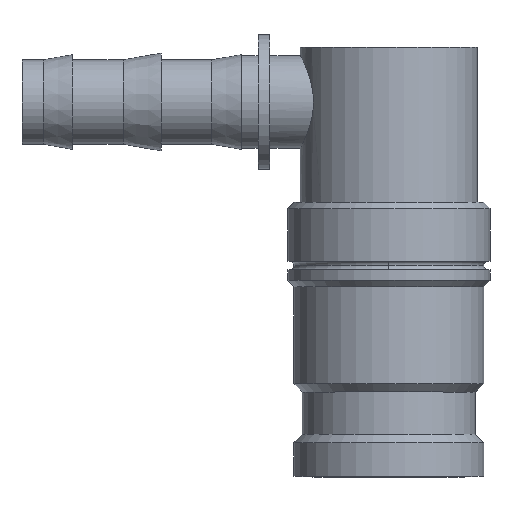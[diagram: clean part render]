
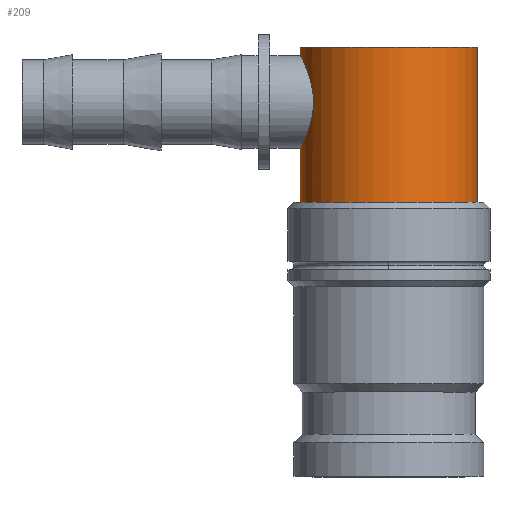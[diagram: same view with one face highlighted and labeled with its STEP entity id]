
A CAD part, top view. The second image highlights one B-rep face of the part: STEP entity #209.
In plain terms, the highlighted cylindrical face has radius 10.5 mm (diameter 21 mm), a partial arc.
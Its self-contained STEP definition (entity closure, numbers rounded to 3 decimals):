
#209=ADVANCED_FACE('',(#427),#428,.T.);
#427=FACE_OUTER_BOUND('',#650,.T.);
#428=CYLINDRICAL_SURFACE('',#651,10.5);
#650=EDGE_LOOP('',(#1137,#1138,#1139,#1140,#1141,#1142,#1143));
#651=AXIS2_PLACEMENT_3D('',#1144,#1145,#1146);
#1137=ORIENTED_EDGE('',*,*,#1423,.T.);
#1138=ORIENTED_EDGE('',*,*,#1251,.F.);
#1139=ORIENTED_EDGE('',*,*,#1424,.T.);
#1140=ORIENTED_EDGE('',*,*,#1425,.F.);
#1141=ORIENTED_EDGE('',*,*,#1426,.F.);
#1142=ORIENTED_EDGE('',*,*,#1427,.T.);
#1143=ORIENTED_EDGE('',*,*,#1390,.F.);
#1144=CARTESIAN_POINT('',(0.0,40.42,0.0));
#1145=DIRECTION('',(-0.0,1.0,0.0));
#1146=DIRECTION('',(1.0,0.0,0.0));
#1251=EDGE_CURVE('',#1472,#1471,#1474,.T.);
#1390=EDGE_CURVE('',#1681,#1680,#1683,.T.);
#1423=EDGE_CURVE('',#1681,#1471,#1718,.T.);
#1424=EDGE_CURVE('',#1472,#1719,#1720,.T.);
#1425=EDGE_CURVE('',#1721,#1719,#1722,.T.);
#1426=EDGE_CURVE('',#1723,#1721,#1724,.T.);
#1427=EDGE_CURVE('',#1723,#1680,#1725,.T.);
#1471=VERTEX_POINT('',#1793);
#1472=VERTEX_POINT('',#1794);
#1474=CIRCLE('',#1796,10.5);
#1680=VERTEX_POINT('',#2092);
#1681=VERTEX_POINT('',#2093);
#1683=CIRCLE('',#2095,10.5);
#1718=LINE('',#2155,#2156);
#1719=VERTEX_POINT('',#2157);
#1720=LINE('',#2158,#2159);
#1721=VERTEX_POINT('',#2160);
#1722=B_SPLINE_CURVE_WITH_KNOTS('',3,(#2161,#2162,#2163,#2164,#2165,#2166,#2167,#2168,#2169,#2170,#2171,#2172,#2173,#2174,#2175,#2176,#2177,#2178),.UNSPECIFIED.,.F.,.F.,(4,2,2,2,2,2,2,2,4),(0.0,1.061,2.123,3.184,4.245,5.303,6.361,7.418,8.476),.UNSPECIFIED.);
#1723=VERTEX_POINT('',#2179);
#1724=B_SPLINE_CURVE_WITH_KNOTS('',3,(#2180,#2181,#2182,#2183,#2184,#2185,#2186,#2187,#2188,#2189,#2190,#2191,#2192,#2193,#2194,#2195,#2196,#2197),.UNSPECIFIED.,.F.,.F.,(4,2,2,2,2,2,2,2,4),(25.428,26.486,27.543,28.601,29.659,30.72,31.781,32.843,33.904),.UNSPECIFIED.);
#1725=LINE('',#2198,#2199);
#1793=CARTESIAN_POINT('',(10.5,51.0,0.0));
#1794=CARTESIAN_POINT('',(-10.5,51.0,0.));
#1796=AXIS2_PLACEMENT_3D('',#2280,#2281,#2282);
#2092=CARTESIAN_POINT('',(-10.5,32.6,0.));
#2093=CARTESIAN_POINT('',(10.5,32.6,0.));
#2095=AXIS2_PLACEMENT_3D('',#2514,#2515,#2516);
#2155=CARTESIAN_POINT('',(10.5,40.42,0.));
#2156=VECTOR('',#2547,1.0);
#2157=CARTESIAN_POINT('',(-10.5,50.0,0.));
#2158=CARTESIAN_POINT('',(-10.5,40.42,0.));
#2159=VECTOR('',#2548,1.0);
#2160=CARTESIAN_POINT('',(-8.944,44.5,5.5));
#2161=CARTESIAN_POINT('',(-8.944,44.5,5.5));
#2162=CARTESIAN_POINT('',(-8.944,44.854,5.5));
#2163=CARTESIAN_POINT('',(-8.966,45.217,5.465));
#2164=CARTESIAN_POINT('',(-9.051,45.933,5.323));
#2165=CARTESIAN_POINT('',(-9.115,46.287,5.215));
#2166=CARTESIAN_POINT('',(-9.271,46.961,4.932));
#2167=CARTESIAN_POINT('',(-9.363,47.283,4.757));
#2168=CARTESIAN_POINT('',(-9.556,47.876,4.356));
#2169=CARTESIAN_POINT('',(-9.657,48.148,4.13));
#2170=CARTESIAN_POINT('',(-9.849,48.629,3.649));
#2171=CARTESIAN_POINT('',(-9.947,48.855,3.378));
#2172=CARTESIAN_POINT('',(-10.129,49.257,2.784));
#2173=CARTESIAN_POINT('',(-10.213,49.432,2.462));
#2174=CARTESIAN_POINT('',(-10.353,49.715,1.786));
#2175=CARTESIAN_POINT('',(-10.408,49.823,1.432));
#2176=CARTESIAN_POINT('',(-10.482,49.966,0.715));
#2177=CARTESIAN_POINT('',(-10.5,50.0,0.353));
#2178=CARTESIAN_POINT('',(-10.5,50.0,0.));
#2179=CARTESIAN_POINT('',(-10.5,39.0,0.));
#2180=CARTESIAN_POINT('',(-10.5,39.0,0.));
#2181=CARTESIAN_POINT('',(-10.5,39.0,0.353));
#2182=CARTESIAN_POINT('',(-10.482,39.034,0.715));
#2183=CARTESIAN_POINT('',(-10.408,39.177,1.432));
#2184=CARTESIAN_POINT('',(-10.353,39.285,1.786));
#2185=CARTESIAN_POINT('',(-10.213,39.568,2.462));
#2186=CARTESIAN_POINT('',(-10.129,39.743,2.784));
#2187=CARTESIAN_POINT('',(-9.947,40.145,3.378));
#2188=CARTESIAN_POINT('',(-9.849,40.371,3.649));
#2189=CARTESIAN_POINT('',(-9.657,40.852,4.13));
#2190=CARTESIAN_POINT('',(-9.556,41.124,4.356));
#2191=CARTESIAN_POINT('',(-9.363,41.717,4.757));
#2192=CARTESIAN_POINT('',(-9.271,42.039,4.932));
#2193=CARTESIAN_POINT('',(-9.115,42.713,5.215));
#2194=CARTESIAN_POINT('',(-9.051,43.067,5.323));
#2195=CARTESIAN_POINT('',(-8.966,43.783,5.465));
#2196=CARTESIAN_POINT('',(-8.944,44.146,5.5));
#2197=CARTESIAN_POINT('',(-8.944,44.5,5.5));
#2198=CARTESIAN_POINT('',(-10.5,40.42,0.));
#2199=VECTOR('',#2549,1.0);
#2280=CARTESIAN_POINT('',(0.0,51.0,0.0));
#2281=DIRECTION('',(-0.0,1.0,0.0));
#2282=DIRECTION('',(1.0,0.0,0.0));
#2514=CARTESIAN_POINT('',(0.0,32.6,0.0));
#2515=DIRECTION('',(0.0,-1.0,0.0));
#2516=DIRECTION('',(1.0,0.0,0.0));
#2547=DIRECTION('',(0.0,1.0,0.0));
#2548=DIRECTION('',(-0.0,-1.0,-0.0));
#2549=DIRECTION('',(-0.0,-1.0,-0.0));
